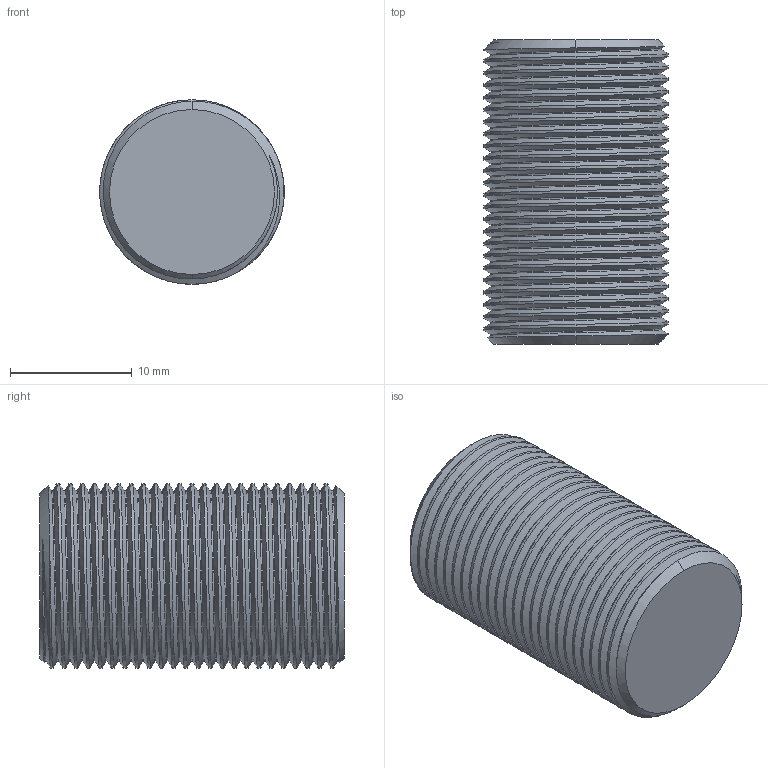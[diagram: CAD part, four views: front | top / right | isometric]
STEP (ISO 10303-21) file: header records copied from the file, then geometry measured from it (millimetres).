
FILE_DESCRIPTION (( 'STEP AP203' ), '1' );
FILE_NAME ('M15x1.STEP', '2016-06-10T12:48:02', ( 'A' ), ( 'Microsoft' ), 'SwSTEP 2.0', 'SolidWorks 2016', '' );
FILE_SCHEMA (( 'CONFIG_CONTROL_DESIGN' ));
Length unit declared in the file: millimetre
Products named in the file (1): M15x1
Bounding box: 15.15 x 25 x 15.15 mm (x, y, z)
Volume: 4203 mm3; surface area: 2165.7 mm2
Topology: 1 solids, 1 shells, 106 faces, 312 edges, 208 vertices
Faces by surface type: cylinder 98, cone 4, plane 2, bspline 2
Entity records: 6639 total; most frequent: CARTESIAN_POINT 4337, ORIENTED_EDGE 624, DIRECTION 326, EDGE_CURVE 312, VERTEX_POINT 208, AXIS2_PLACEMENT_3D 113, FACE_OUTER_BOUND 106, EDGE_LOOP 106
